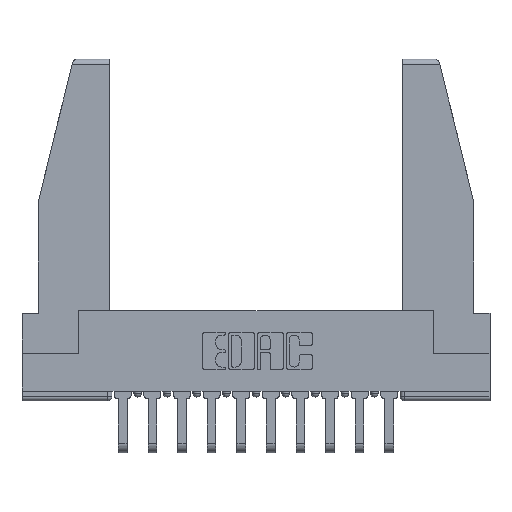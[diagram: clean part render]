
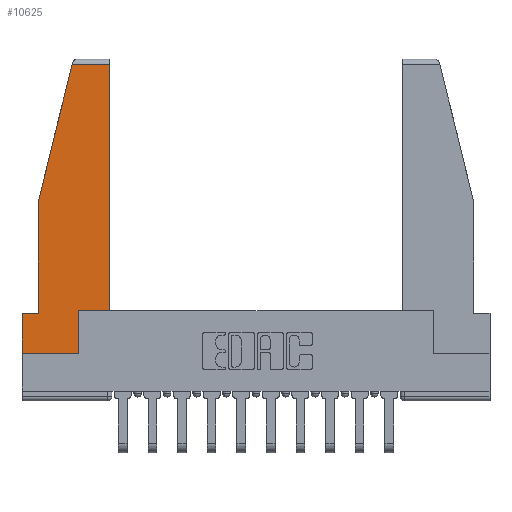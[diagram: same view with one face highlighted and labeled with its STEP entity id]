
A CAD part, top view. The second image highlights one B-rep face of the part: STEP entity #10625.
In plain terms, the highlighted planar face has unit normal (0, 0, 1).
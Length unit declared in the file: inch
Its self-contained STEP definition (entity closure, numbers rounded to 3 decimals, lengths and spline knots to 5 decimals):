
#178 = LINE ( 'NONE', #15598, #7713 ) ;
#244 = VECTOR ( 'NONE', #2124, 39.37008 ) ;
#560 = ORIENTED_EDGE ( 'NONE', *, *, #898, .T. ) ;
#574 = CARTESIAN_POINT ( 'NONE',  ( 0.086, 0.8, 0. ) ) ;
#898 = EDGE_CURVE ( 'NONE', #14924, #2542, #8871, .T. ) ;
#1155 = LINE ( 'NONE', #1243, #12159 ) ;
#1243 = CARTESIAN_POINT ( 'NONE',  ( 0.297, 0., 0. ) ) ;
#1496 = CARTESIAN_POINT ( 'NONE',  ( 0.271, 1.55, 0. ) ) ;
#1549 = ORIENTED_EDGE ( 'NONE', *, *, #6027, .T. ) ;
#1561 = VERTEX_POINT ( 'NONE', #1906 ) ;
#1906 = CARTESIAN_POINT ( 'NONE',  ( 0.297, 0., 0. ) ) ;
#2124 = DIRECTION ( 'NONE',  ( 1., 0., 0. ) ) ;
#2174 = ORIENTED_EDGE ( 'NONE', *, *, #13278, .T. ) ;
#2306 = VECTOR ( 'NONE', #8339, 39.37008 ) ;
#2542 = VERTEX_POINT ( 'NONE', #4969 ) ;
#2563 = DIRECTION ( 'NONE',  ( 1., 0., 0. ) ) ;
#3622 = DIRECTION ( 'NONE',  ( 0., -1., 0. ) ) ;
#3735 = DIRECTION ( 'NONE',  ( 0., 0., 1. ) ) ;
#3738 = EDGE_CURVE ( 'NONE', #11154, #11669, #5431, .T. ) ;
#4333 = CARTESIAN_POINT ( 'NONE',  ( 0.461, 0.223, 0. ) ) ;
#4969 = CARTESIAN_POINT ( 'NONE',  ( 0., 0., 0. ) ) ;
#5052 = EDGE_CURVE ( 'NONE', #5976, #8754, #7208, .T. ) ;
#5250 = ORIENTED_EDGE ( 'NONE', *, *, #13984, .T. ) ;
#5431 = LINE ( 'NONE', #10565, #9873 ) ;
#5633 = DIRECTION ( 'NONE',  ( 0., 1., 0. ) ) ;
#5976 = VERTEX_POINT ( 'NONE', #7168 ) ;
#6027 = EDGE_CURVE ( 'NONE', #8754, #14924, #8180, .T. ) ;
#6198 = FACE_OUTER_BOUND ( 'NONE', #14586, .T. ) ;
#6437 = DIRECTION ( 'NONE',  ( 0., 1., 0. ) ) ;
#6542 = CARTESIAN_POINT ( 'NONE',  ( 0., 0., 0. ) ) ;
#6901 = LINE ( 'NONE', #15940, #15271 ) ;
#6905 = ORIENTED_EDGE ( 'NONE', *, *, #11723, .T. ) ;
#7168 = CARTESIAN_POINT ( 'NONE',  ( 0.086, 0.8, 0. ) ) ;
#7208 = LINE ( 'NONE', #574, #12598 ) ;
#7640 = PLANE ( 'NONE',  #10100 ) ;
#7713 = VECTOR ( 'NONE', #2563, 39.37008 ) ;
#7848 = VECTOR ( 'NONE', #14042, 39.37008 ) ;
#8180 = LINE ( 'NONE', #15961, #2306 ) ;
#8339 = DIRECTION ( 'NONE',  ( -1., 0., 0. ) ) ;
#8754 = VERTEX_POINT ( 'NONE', #14761 ) ;
#8871 = LINE ( 'NONE', #13006, #9439 ) ;
#8959 = CARTESIAN_POINT ( 'NONE',  ( 0.461, 1.52, 0. ) ) ;
#9091 = ORIENTED_EDGE ( 'NONE', *, *, #5052, .T. ) ;
#9439 = VECTOR ( 'NONE', #3622, 39.37008 ) ;
#9547 = ORIENTED_EDGE ( 'NONE', *, *, #11524, .T. ) ;
#9873 = VECTOR ( 'NONE', #15740, 39.37008 ) ;
#10100 = AXIS2_PLACEMENT_3D ( 'NONE', #6542, #3735, #11410 ) ;
#10565 = CARTESIAN_POINT ( 'NONE',  ( 0., 1.52, 0. ) ) ;
#10625 = ADVANCED_FACE ( 'NONE', ( #6198 ), #7640, .T. ) ;
#10849 = CARTESIAN_POINT ( 'NONE',  ( 0.2636, 1.52, 0. ) ) ;
#11154 = VERTEX_POINT ( 'NONE', #8959 ) ;
#11410 = DIRECTION ( 'NONE',  ( 1., 0., 0. ) ) ;
#11524 = EDGE_CURVE ( 'NONE', #13719, #13612, #178, .T. ) ;
#11530 = ORIENTED_EDGE ( 'NONE', *, *, #13940, .T. ) ;
#11669 = VERTEX_POINT ( 'NONE', #10849 ) ;
#11723 = EDGE_CURVE ( 'NONE', #13612, #11154, #6901, .T. ) ;
#12159 = VECTOR ( 'NONE', #6437, 39.37008 ) ;
#12598 = VECTOR ( 'NONE', #13698, 39.37008 ) ;
#12777 = LINE ( 'NONE', #13980, #244 ) ;
#13006 = CARTESIAN_POINT ( 'NONE',  ( 0., 0.21, 0. ) ) ;
#13012 = LINE ( 'NONE', #1496, #7848 ) ;
#13278 = EDGE_CURVE ( 'NONE', #2542, #1561, #12777, .T. ) ;
#13612 = VERTEX_POINT ( 'NONE', #4333 ) ;
#13698 = DIRECTION ( 'NONE',  ( 0., -1., 0. ) ) ;
#13719 = VERTEX_POINT ( 'NONE', #15829 ) ;
#13940 = EDGE_CURVE ( 'NONE', #11669, #5976, #13012, .T. ) ;
#13980 = CARTESIAN_POINT ( 'NONE',  ( 0., 0., 0. ) ) ;
#13984 = EDGE_CURVE ( 'NONE', #1561, #13719, #1155, .T. ) ;
#14042 = DIRECTION ( 'NONE',  ( -0.239, -0.971, 0. ) ) ;
#14586 = EDGE_LOOP ( 'NONE', ( #6905, #16325, #11530, #9091, #1549, #560, #2174, #5250, #9547 ) ) ;
#14655 = CARTESIAN_POINT ( 'NONE',  ( 0., 0.21, 0. ) ) ;
#14761 = CARTESIAN_POINT ( 'NONE',  ( 0.086, 0.21, 0. ) ) ;
#14924 = VERTEX_POINT ( 'NONE', #14655 ) ;
#15271 = VECTOR ( 'NONE', #5633, 39.37008 ) ;
#15598 = CARTESIAN_POINT ( 'NONE',  ( 0.297, 0.223, 0. ) ) ;
#15740 = DIRECTION ( 'NONE',  ( -1., 0., 0. ) ) ;
#15829 = CARTESIAN_POINT ( 'NONE',  ( 0.297, 0.223, 0. ) ) ;
#15940 = CARTESIAN_POINT ( 'NONE',  ( 0.461, 0.223, 0. ) ) ;
#15961 = CARTESIAN_POINT ( 'NONE',  ( 0., 0.21, 0. ) ) ;
#16325 = ORIENTED_EDGE ( 'NONE', *, *, #3738, .T. ) ;
